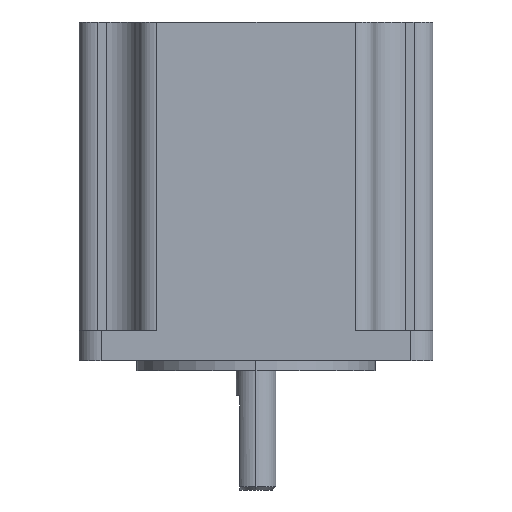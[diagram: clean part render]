
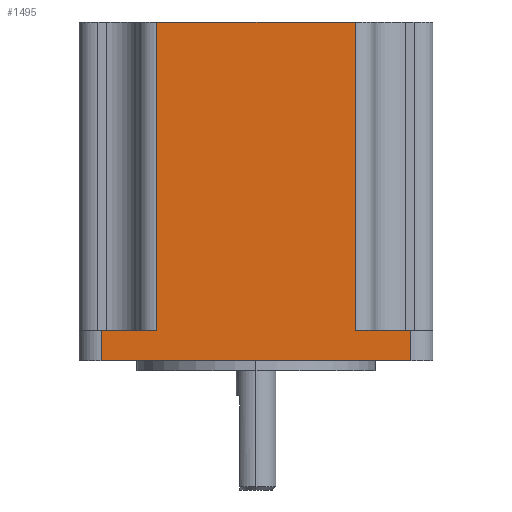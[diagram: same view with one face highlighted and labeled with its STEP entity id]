
A CAD part, left-side view. The second image highlights one B-rep face of the part: STEP entity #1495.
In plain terms, the highlighted planar face has unit normal (-1, 0, 0).
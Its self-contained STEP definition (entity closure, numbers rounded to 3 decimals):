
#60 = EDGE_CURVE ( 'NONE', #1138, #1357, #966, .T. ) ;
#63 = EDGE_CURVE ( 'NONE', #159, #1254, #967, .T. ) ;
#66 = EDGE_CURVE ( 'NONE', #1253, #1232, #969, .T. ) ;
#70 = EDGE_CURVE ( 'NONE', #159, #214, #971, .T. ) ;
#77 = EDGE_CURVE ( 'NONE', #1138, #214, #975, .T. ) ;
#86 = EDGE_CURVE ( 'NONE', #1357, #1217, #978, .T. ) ;
#87 = EDGE_CURVE ( 'NONE', #1217, #1232, #979, .T. ) ;
#159 = VERTEX_POINT ( 'NONE', #464 ) ;
#214 = VERTEX_POINT ( 'NONE', #714 ) ;
#253 = DIRECTION ( 'NONE',  ( 0., 0., -1. ) ) ;
#261 = CARTESIAN_POINT ( 'NONE',  ( -28.2, 28.2, 4.8 ) ) ;
#309 = CARTESIAN_POINT ( 'NONE',  ( -28.2, 15.8, 54. ) ) ;
#314 = DIRECTION ( 'NONE',  ( 0., -1., 0. ) ) ;
#321 = CARTESIAN_POINT ( 'NONE',  ( -28.2, -15.8, 54. ) ) ;
#351 = DIRECTION ( 'NONE',  ( 0., -1., 0. ) ) ;
#365 = DIRECTION ( 'NONE',  ( 0., -1., 0. ) ) ;
#390 = DIRECTION ( 'NONE',  ( 0., 0., -1. ) ) ;
#396 = CARTESIAN_POINT ( 'NONE',  ( -28.2, 24.7, 4.8 ) ) ;
#436 = DIRECTION ( 'NONE',  ( 0., 0., 1. ) ) ;
#439 = CARTESIAN_POINT ( 'NONE',  ( -28.2, -24.7, 4.8 ) ) ;
#464 = CARTESIAN_POINT ( 'NONE',  ( -28.2, 24.7, 4.8 ) ) ;
#467 = DIRECTION ( 'NONE',  ( 0., 0., -1. ) ) ;
#471 = CARTESIAN_POINT ( 'NONE',  ( -28.2, 28.2, 4.8 ) ) ;
#473 = CARTESIAN_POINT ( 'NONE',  ( -28.2, 15.8, 54. ) ) ;
#541 = CARTESIAN_POINT ( 'NONE',  ( -28.2, -24.7, 4.8 ) ) ;
#645 = CARTESIAN_POINT ( 'NONE',  ( -28.2, 24.7, 0. ) ) ;
#655 = CARTESIAN_POINT ( 'NONE',  ( -28.2, -15.8, 54. ) ) ;
#667 = CARTESIAN_POINT ( 'NONE',  ( -28.2, 28.2, 0. ) ) ;
#714 = CARTESIAN_POINT ( 'NONE',  ( -28.2, 15.8, 4.8 ) ) ;
#737 = DIRECTION ( 'NONE',  ( 0., -1., 0. ) ) ;
#747 = DIRECTION ( 'NONE',  ( 1., 0., 0. ) ) ;
#748 = CARTESIAN_POINT ( 'NONE',  ( -28.2, 28.2, 4.8 ) ) ;
#755 = PLANE ( 'NONE',  #1565 ) ;
#779 = DIRECTION ( 'NONE',  ( 0., 1., 0. ) ) ;
#800 = CARTESIAN_POINT ( 'NONE',  ( -28.2, -24.7, 0. ) ) ;
#854 = CARTESIAN_POINT ( 'NONE',  ( -28.2, -15.8, 4.8 ) ) ;
#870 = CARTESIAN_POINT ( 'NONE',  ( -28.2, 15.8, 54. ) ) ;
#899 = VECTOR ( 'NONE', #737, 1000. ) ;
#966 = LINE ( 'NONE', #309, #1685 ) ;
#967 = LINE ( 'NONE', #396, #1660 ) ;
#969 = LINE ( 'NONE', #439, #1599 ) ;
#971 = LINE ( 'NONE', #261, #1614 ) ;
#975 = LINE ( 'NONE', #473, #1694 ) ;
#978 = LINE ( 'NONE', #321, #1644 ) ;
#979 = LINE ( 'NONE', #471, #1675 ) ;
#1055 = LINE ( 'NONE', #667, #899 ) ;
#1057 = FACE_OUTER_BOUND ( 'NONE', #1224, .T. ) ;
#1138 = VERTEX_POINT ( 'NONE', #870 ) ;
#1217 = VERTEX_POINT ( 'NONE', #854 ) ;
#1224 = EDGE_LOOP ( 'NONE', ( #1388, #1367, #1389, #1373, #1371, #1370, #1394, #1307 ) ) ;
#1232 = VERTEX_POINT ( 'NONE', #541 ) ;
#1253 = VERTEX_POINT ( 'NONE', #800 ) ;
#1254 = VERTEX_POINT ( 'NONE', #645 ) ;
#1307 = ORIENTED_EDGE ( 'NONE', *, *, #63, .T. ) ;
#1357 = VERTEX_POINT ( 'NONE', #655 ) ;
#1367 = ORIENTED_EDGE ( 'NONE', *, *, #66, .T. ) ;
#1370 = ORIENTED_EDGE ( 'NONE', *, *, #77, .T. ) ;
#1371 = ORIENTED_EDGE ( 'NONE', *, *, #60, .F. ) ;
#1373 = ORIENTED_EDGE ( 'NONE', *, *, #86, .F. ) ;
#1388 = ORIENTED_EDGE ( 'NONE', *, *, #1494, .T. ) ;
#1389 = ORIENTED_EDGE ( 'NONE', *, *, #87, .F. ) ;
#1394 = ORIENTED_EDGE ( 'NONE', *, *, #70, .F. ) ;
#1494 = EDGE_CURVE ( 'NONE', #1254, #1253, #1055, .T. ) ;
#1495 = ADVANCED_FACE ( 'NONE', ( #1057 ), #755, .F. ) ;
#1565 = AXIS2_PLACEMENT_3D ( 'NONE', #748, #747, #779 ) ;
#1599 = VECTOR ( 'NONE', #436, 1000. ) ;
#1614 = VECTOR ( 'NONE', #365, 1000. ) ;
#1644 = VECTOR ( 'NONE', #253, 1000. ) ;
#1660 = VECTOR ( 'NONE', #390, 1000. ) ;
#1675 = VECTOR ( 'NONE', #351, 1000. ) ;
#1685 = VECTOR ( 'NONE', #314, 1000. ) ;
#1694 = VECTOR ( 'NONE', #467, 1000. ) ;
